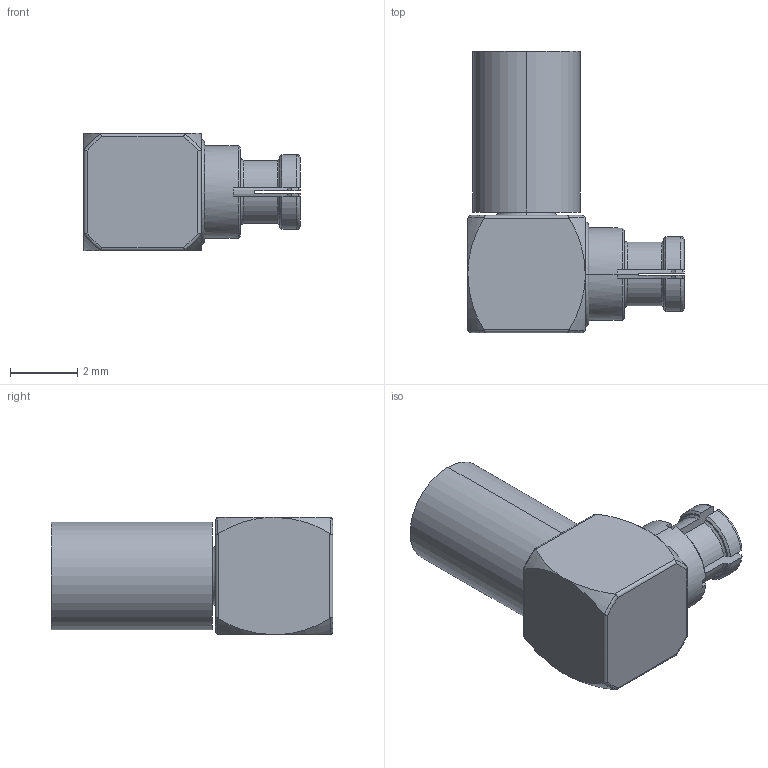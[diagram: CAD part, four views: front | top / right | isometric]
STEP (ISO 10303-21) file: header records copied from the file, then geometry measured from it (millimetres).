
FILE_DESCRIPTION (( 'STEP AP214' ), '1' );
FILE_NAME ('18K201-301L5.STEP', '2019-02-27T03:39:21', ( '' ), ( '' ), 'SwSTEP 2.0', 'SolidWorks 2018', '' );
FILE_SCHEMA (( 'AUTOMOTIVE_DESIGN' ));
Length unit declared in the file: millimetre
Products named in the file (3): 18K201-301L5 body; 18K201-301L5; 18K201-271L5 nozzle
Assembly tree (2 placements, depth 2):
  18K201-301L5
    18K201-301L5 body
    18K201-271L5 nozzle
Bounding box: 6.45 x 8.4 x 3.5 mm (x, y, z)
Volume: 69.5 mm3; surface area: 300.2 mm2
Topology: 5 solids, 5 shells, 183 faces, 486 edges, 320 vertices
Faces by surface type: plane 61, cylinder 56, torus 42, cone 22, bspline 2
Entity records: 9074 total; most frequent: CARTESIAN_POINT 2464, ORIENTED_EDGE 972, DIRECTION 902, EDGE_CURVE 486, AXIS2_PLACEMENT_3D 376, VERTEX_POINT 320, EDGE_LOOP 200, UNCERTAINTY_MEASURE_WITH_UNIT 193
